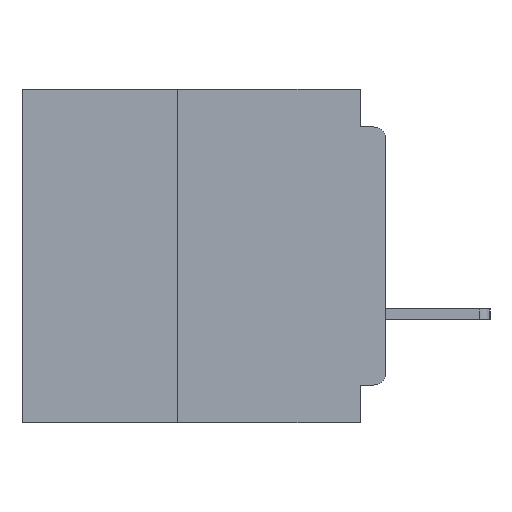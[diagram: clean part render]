
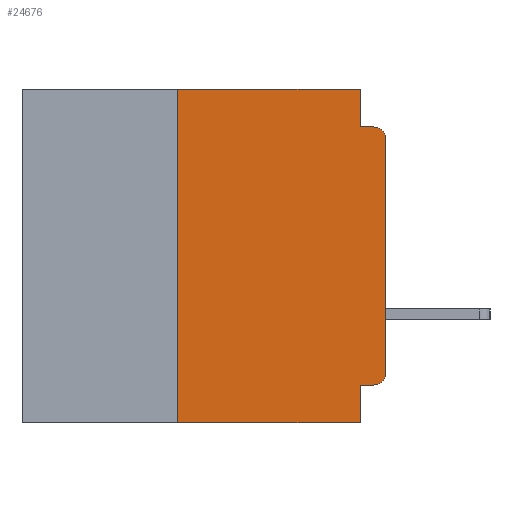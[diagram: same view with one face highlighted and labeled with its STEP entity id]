
A CAD part, left-side view. The second image highlights one B-rep face of the part: STEP entity #24676.
In plain terms, the highlighted planar face has unit normal (-1, 0, 0).
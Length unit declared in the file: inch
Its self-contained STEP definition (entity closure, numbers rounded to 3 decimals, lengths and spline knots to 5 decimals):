
#265 = ORIENTED_EDGE ( 'NONE', *, *, #36983, .T. ) ;
#1566 = CARTESIAN_POINT ( 'NONE',  ( 0., 0.015, -0.045 ) ) ;
#2006 = VERTEX_POINT ( 'NONE', #10525 ) ;
#3433 = ORIENTED_EDGE ( 'NONE', *, *, #12541, .T. ) ;
#6431 = CARTESIAN_POINT ( 'NONE',  ( 0., 0.25, -0.4 ) ) ;
#6571 = CARTESIAN_POINT ( 'NONE',  ( 0., 0., -0.355 ) ) ;
#6750 = EDGE_CURVE ( 'NONE', #33857, #2006, #46493, .T. ) ;
#8633 = VERTEX_POINT ( 'NONE', #27137 ) ;
#8977 = ORIENTED_EDGE ( 'NONE', *, *, #38672, .F. ) ;
#10191 = VECTOR ( 'NONE', #10397, 39.37008 ) ;
#10397 = DIRECTION ( 'NONE',  ( 0., 0., -1. ) ) ;
#10525 = CARTESIAN_POINT ( 'NONE',  ( 0., 0.031, -0.355 ) ) ;
#11851 = DIRECTION ( 'NONE',  ( 0., 0., -1. ) ) ;
#11857 = DIRECTION ( 'NONE',  ( 0., 1., 0. ) ) ;
#12541 = EDGE_CURVE ( 'NONE', #27126, #64304, #35663, .T. ) ;
#13789 = CARTESIAN_POINT ( 'NONE',  ( 0., 0.031, 0. ) ) ;
#13848 = ORIENTED_EDGE ( 'NONE', *, *, #64607, .T. ) ;
#17034 = CARTESIAN_POINT ( 'NONE',  ( 0., 0.437, -0.4 ) ) ;
#18160 = FACE_OUTER_BOUND ( 'NONE', #18999, .T. ) ;
#18385 = VECTOR ( 'NONE', #53484, 39.37008 ) ;
#18573 = AXIS2_PLACEMENT_3D ( 'NONE', #61571, #30573, #66797 ) ;
#18759 = VECTOR ( 'NONE', #11857, 39.37008 ) ;
#18999 = EDGE_LOOP ( 'NONE', ( #3433, #50978, #19968, #29172, #62362, #8977, #265, #50134, #54090, #13848 ) ) ;
#19155 = VERTEX_POINT ( 'NONE', #46731 ) ;
#19181 = LINE ( 'NONE', #48540, #59021 ) ;
#19968 = ORIENTED_EDGE ( 'NONE', *, *, #59142, .F. ) ;
#21647 = CARTESIAN_POINT ( 'NONE',  ( 0., 0., 0. ) ) ;
#22183 = CARTESIAN_POINT ( 'NONE',  ( 0., 0.437, 0. ) ) ;
#22374 = VECTOR ( 'NONE', #11851, 39.37008 ) ;
#22488 = CARTESIAN_POINT ( 'NONE',  ( 0., 0.031, 0. ) ) ;
#24221 = LINE ( 'NONE', #62301, #10191 ) ;
#24676 = ADVANCED_FACE ( 'NONE', ( #18160 ), #32459, .F. ) ;
#24816 = CARTESIAN_POINT ( 'NONE',  ( 0., 0.015, -0.06 ) ) ;
#25869 = VERTEX_POINT ( 'NONE', #1566 ) ;
#25940 = CARTESIAN_POINT ( 'NONE',  ( 0., 0.25, -0.4 ) ) ;
#26093 = DIRECTION ( 'NONE',  ( 0., -1., 0. ) ) ;
#26274 = CARTESIAN_POINT ( 'NONE',  ( 0., 0.031, -0.045 ) ) ;
#26489 = AXIS2_PLACEMENT_3D ( 'NONE', #22183, #58520, #27473 ) ;
#27126 = VERTEX_POINT ( 'NONE', #55391 ) ;
#27137 = CARTESIAN_POINT ( 'NONE',  ( 0., 0.25, 0. ) ) ;
#27473 = DIRECTION ( 'NONE',  ( 0., 0., -1. ) ) ;
#28880 = VERTEX_POINT ( 'NONE', #26274 ) ;
#29172 = ORIENTED_EDGE ( 'NONE', *, *, #30761, .F. ) ;
#30078 = DIRECTION ( 'NONE',  ( 0., 0., -1. ) ) ;
#30573 = DIRECTION ( 'NONE',  ( -1., 0., 0. ) ) ;
#30748 = VECTOR ( 'NONE', #26093, 39.37008 ) ;
#30761 = EDGE_CURVE ( 'NONE', #55598, #28880, #63781, .T. ) ;
#31295 = CARTESIAN_POINT ( 'NONE',  ( 0., 0., -0.06 ) ) ;
#32129 = DIRECTION ( 'NONE',  ( 0., 0., 1. ) ) ;
#32459 = PLANE ( 'NONE',  #26489 ) ;
#33857 = VERTEX_POINT ( 'NONE', #35803 ) ;
#35663 = LINE ( 'NONE', #21647, #61517 ) ;
#35803 = CARTESIAN_POINT ( 'NONE',  ( 0., 0.015, -0.355 ) ) ;
#36983 = EDGE_CURVE ( 'NONE', #65373, #19155, #58261, .T. ) ;
#37596 = AXIS2_PLACEMENT_3D ( 'NONE', #24816, #61083, #30078 ) ;
#38672 = EDGE_CURVE ( 'NONE', #65373, #8633, #66935, .T. ) ;
#38849 = CIRCLE ( 'NONE', #18573, 0.015 ) ;
#43106 = DIRECTION ( 'NONE',  ( 0., -1., 0. ) ) ;
#43175 = CIRCLE ( 'NONE', #37596, 0.015 ) ;
#44517 = LINE ( 'NONE', #46729, #30748 ) ;
#46493 = LINE ( 'NONE', #6571, #18759 ) ;
#46600 = EDGE_CURVE ( 'NONE', #2006, #19155, #24221, .T. ) ;
#46729 = CARTESIAN_POINT ( 'NONE',  ( 0., 0.437, 0. ) ) ;
#46731 = CARTESIAN_POINT ( 'NONE',  ( 0., 0.031, -0.4 ) ) ;
#48540 = CARTESIAN_POINT ( 'NONE',  ( 0., 0., -0.045 ) ) ;
#49626 = EDGE_CURVE ( 'NONE', #64304, #25869, #43175, .T. ) ;
#50134 = ORIENTED_EDGE ( 'NONE', *, *, #46600, .F. ) ;
#50978 = ORIENTED_EDGE ( 'NONE', *, *, #49626, .T. ) ;
#51564 = VECTOR ( 'NONE', #58467, 39.37008 ) ;
#53484 = DIRECTION ( 'NONE',  ( 0., -1., 0. ) ) ;
#54090 = ORIENTED_EDGE ( 'NONE', *, *, #6750, .F. ) ;
#55391 = CARTESIAN_POINT ( 'NONE',  ( 0., 0., -0.34 ) ) ;
#55598 = VERTEX_POINT ( 'NONE', #13789 ) ;
#58261 = LINE ( 'NONE', #17034, #18385 ) ;
#58467 = DIRECTION ( 'NONE',  ( 0., 0., 1. ) ) ;
#58520 = DIRECTION ( 'NONE',  ( 1., 0., 0. ) ) ;
#59021 = VECTOR ( 'NONE', #43106, 39.37008 ) ;
#59142 = EDGE_CURVE ( 'NONE', #28880, #25869, #19181, .T. ) ;
#61083 = DIRECTION ( 'NONE',  ( -1., 0., 0. ) ) ;
#61517 = VECTOR ( 'NONE', #32129, 39.37008 ) ;
#61571 = CARTESIAN_POINT ( 'NONE',  ( 0., 0.015, -0.34 ) ) ;
#62301 = CARTESIAN_POINT ( 'NONE',  ( 0., 0.031, -0.4 ) ) ;
#62362 = ORIENTED_EDGE ( 'NONE', *, *, #64295, .F. ) ;
#63781 = LINE ( 'NONE', #22488, #22374 ) ;
#64295 = EDGE_CURVE ( 'NONE', #8633, #55598, #44517, .T. ) ;
#64304 = VERTEX_POINT ( 'NONE', #31295 ) ;
#64607 = EDGE_CURVE ( 'NONE', #33857, #27126, #38849, .T. ) ;
#65373 = VERTEX_POINT ( 'NONE', #25940 ) ;
#66797 = DIRECTION ( 'NONE',  ( 0., 0., -1. ) ) ;
#66935 = LINE ( 'NONE', #6431, #51564 ) ;
